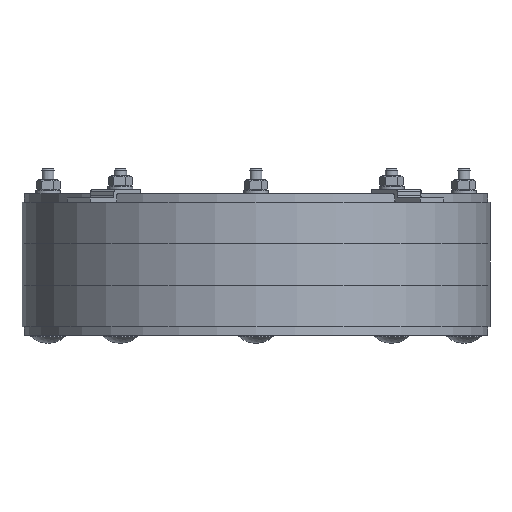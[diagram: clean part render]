
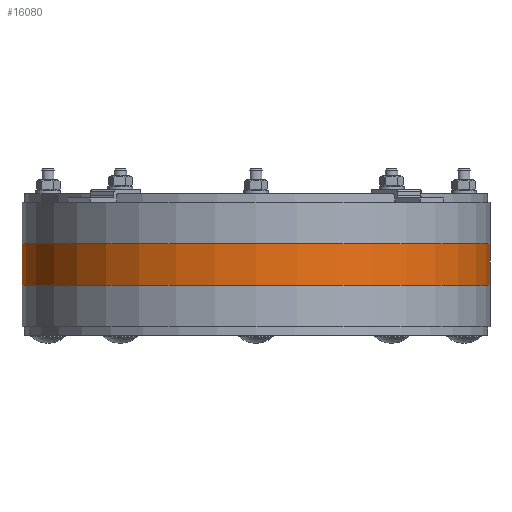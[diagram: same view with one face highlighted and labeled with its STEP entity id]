
A CAD part, front view. The second image highlights one B-rep face of the part: STEP entity #16080.
In plain terms, the highlighted cylindrical face has radius 112.5 mm (diameter 225 mm), a partial arc.
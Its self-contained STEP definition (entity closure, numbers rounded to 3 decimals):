
#16039=CARTESIAN_POINT('',(137.172,-27.918,4.));
#16040=DIRECTION('',(0.0,0.0,-1.0));
#16041=DIRECTION('',(1.,-0.004,0.0));
#16042=AXIS2_PLACEMENT_3D('',#16039,#16040,#16041);
#16043=CYLINDRICAL_SURFACE('',#16042,112.5);
#16044=CARTESIAN_POINT('',(24.673,-28.42,-16.));
#16045=VERTEX_POINT('',#16044);
#16046=CARTESIAN_POINT('',(249.671,-28.42,-16.));
#16047=VERTEX_POINT('',#16046);
#16048=CARTESIAN_POINT('',(137.172,-27.918,-16.));
#16049=DIRECTION('',(0.0,0.0,1.0));
#16050=DIRECTION('',(1.,-0.004,0.0));
#16051=AXIS2_PLACEMENT_3D('',#16048,#16049,#16050);
#16052=CIRCLE('',#16051,112.5);
#16053=EDGE_CURVE('',#16045,#16047,#16052,.T.);
#16054=ORIENTED_EDGE('',*,*,#16053,.T.);
#16055=CARTESIAN_POINT('',(249.671,-28.42,4.));
#16056=VERTEX_POINT('',#16055);
#16057=CARTESIAN_POINT('',(249.671,-28.42,4.));
#16058=DIRECTION('',(0.0,0.0,-1.0));
#16059=VECTOR('',#16058,20.0);
#16060=LINE('',#16057,#16059);
#16061=EDGE_CURVE('',#16056,#16047,#16060,.T.);
#16062=ORIENTED_EDGE('',*,*,#16061,.F.);
#16063=CARTESIAN_POINT('',(24.673,-28.42,4.));
#16064=VERTEX_POINT('',#16063);
#16065=CARTESIAN_POINT('',(137.172,-27.918,4.));
#16066=DIRECTION('',(0.0,0.0,-1.0));
#16067=DIRECTION('',(1.,-0.004,0.0));
#16068=AXIS2_PLACEMENT_3D('',#16065,#16066,#16067);
#16069=CIRCLE('',#16068,112.5);
#16070=EDGE_CURVE('',#16056,#16064,#16069,.T.);
#16071=ORIENTED_EDGE('',*,*,#16070,.T.);
#16072=CARTESIAN_POINT('',(24.673,-28.42,4.));
#16073=DIRECTION('',(0.0,0.0,-1.0));
#16074=VECTOR('',#16073,20.0);
#16075=LINE('',#16072,#16074);
#16076=EDGE_CURVE('',#16064,#16045,#16075,.T.);
#16077=ORIENTED_EDGE('',*,*,#16076,.T.);
#16078=EDGE_LOOP('',(#16054,#16062,#16071,#16077));
#16079=FACE_OUTER_BOUND('',#16078,.T.);
#16080=ADVANCED_FACE('',(#16079),#16043,.T.);
